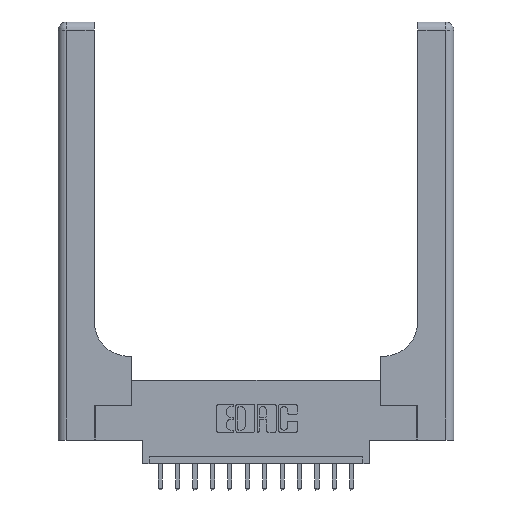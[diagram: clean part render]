
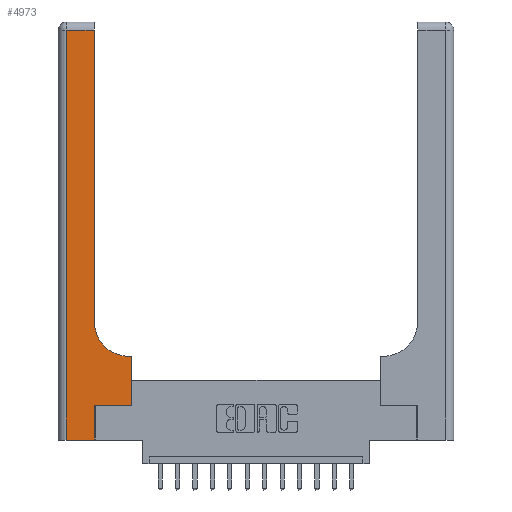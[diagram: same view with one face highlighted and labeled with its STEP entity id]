
A CAD part, top view. The second image highlights one B-rep face of the part: STEP entity #4973.
In plain terms, the highlighted planar face has unit normal (0, 0, 1).
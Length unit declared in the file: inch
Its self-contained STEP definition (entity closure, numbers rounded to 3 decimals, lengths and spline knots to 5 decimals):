
#117 = VERTEX_POINT ( 'NONE', #4840 ) ;
#189 = DIRECTION ( 'NONE',  ( 1., 0., 0. ) ) ;
#853 = EDGE_CURVE ( 'NONE', #11309, #117, #5689, .T. ) ;
#1057 = CARTESIAN_POINT ( 'NONE',  ( 0.26, 0.6, 0.37 ) ) ;
#1077 = EDGE_CURVE ( 'NONE', #9961, #2395, #11501, .T. ) ;
#1131 = DIRECTION ( 'NONE',  ( 0., 1., 0. ) ) ;
#1320 = CARTESIAN_POINT ( 'NONE',  ( 0.26, 3., 0.37 ) ) ;
#1975 = LINE ( 'NONE', #5291, #3209 ) ;
#2395 = VERTEX_POINT ( 'NONE', #2405 ) ;
#2405 = CARTESIAN_POINT ( 'NONE',  ( 0.06, 2.94, 0.37 ) ) ;
#2421 = VERTEX_POINT ( 'NONE', #5138 ) ;
#2696 = DIRECTION ( 'NONE',  ( 1., 0., 0. ) ) ;
#3054 = VECTOR ( 'NONE', #1131, 39.37008 ) ;
#3209 = VECTOR ( 'NONE', #189, 39.37008 ) ;
#3271 = ORIENTED_EDGE ( 'NONE', *, *, #11850, .T. ) ;
#3596 = VERTEX_POINT ( 'NONE', #6391 ) ;
#3724 = EDGE_CURVE ( 'NONE', #3596, #10196, #13262, .T. ) ;
#4491 = PLANE ( 'NONE',  #16625 ) ;
#4671 = VECTOR ( 'NONE', #12378, 39.37008 ) ;
#4780 = EDGE_CURVE ( 'NONE', #9413, #11309, #1975, .T. ) ;
#4840 = CARTESIAN_POINT ( 'NONE',  ( 0.265, 0.25, 0.37 ) ) ;
#4924 = DIRECTION ( 'NONE',  ( -1., 0., 0. ) ) ;
#4973 = ADVANCED_FACE ( 'NONE', ( #15441 ), #4491, .F. ) ;
#5138 = CARTESIAN_POINT ( 'NONE',  ( 0.528, 0.6, 0.37 ) ) ;
#5291 = CARTESIAN_POINT ( 'NONE',  ( 0., 0., 0.37 ) ) ;
#5537 = EDGE_CURVE ( 'NONE', #117, #16712, #12775, .T. ) ;
#5689 = LINE ( 'NONE', #8437, #4671 ) ;
#6008 = ORIENTED_EDGE ( 'NONE', *, *, #853, .T. ) ;
#6069 = CARTESIAN_POINT ( 'NONE',  ( 0.06, 0., 0.37 ) ) ;
#6201 = CARTESIAN_POINT ( 'NONE',  ( 0., 3., 0.37 ) ) ;
#6391 = CARTESIAN_POINT ( 'NONE',  ( 0.51, 0.6, 0.37 ) ) ;
#6396 = ORIENTED_EDGE ( 'NONE', *, *, #5537, .T. ) ;
#6692 = CARTESIAN_POINT ( 'NONE',  ( 0.528, 0.25, 0.37 ) ) ;
#7420 = CARTESIAN_POINT ( 'NONE',  ( 0.265, 0.25, 0.37 ) ) ;
#7957 = DIRECTION ( 'NONE',  ( 0., 0., -1. ) ) ;
#8437 = CARTESIAN_POINT ( 'NONE',  ( 0.265, 0., 0.37 ) ) ;
#8818 = LINE ( 'NONE', #1320, #11877 ) ;
#8940 = ORIENTED_EDGE ( 'NONE', *, *, #4780, .T. ) ;
#9105 = CARTESIAN_POINT ( 'NONE',  ( 0.51, 0.85, 0.37 ) ) ;
#9251 = VECTOR ( 'NONE', #13169, 39.37008 ) ;
#9413 = VERTEX_POINT ( 'NONE', #6069 ) ;
#9657 = EDGE_CURVE ( 'NONE', #10196, #9961, #8818, .T. ) ;
#9776 = CARTESIAN_POINT ( 'NONE',  ( 0.26, 2.94, 0.37 ) ) ;
#9961 = VERTEX_POINT ( 'NONE', #9776 ) ;
#10029 = DIRECTION ( 'NONE',  ( -1., 0., 0. ) ) ;
#10196 = VERTEX_POINT ( 'NONE', #10384 ) ;
#10242 = EDGE_CURVE ( 'NONE', #16712, #2421, #16489, .T. ) ;
#10384 = CARTESIAN_POINT ( 'NONE',  ( 0.26, 0.85, 0.37 ) ) ;
#10560 = VECTOR ( 'NONE', #10029, 39.37008 ) ;
#11309 = VERTEX_POINT ( 'NONE', #14279 ) ;
#11447 = DIRECTION ( 'NONE',  ( 1., 0., 0. ) ) ;
#11501 = LINE ( 'NONE', #14145, #9251 ) ;
#11541 = ORIENTED_EDGE ( 'NONE', *, *, #1077, .T. ) ;
#11850 = EDGE_CURVE ( 'NONE', #2421, #3596, #14048, .T. ) ;
#11877 = VECTOR ( 'NONE', #11898, 39.37008 ) ;
#11898 = DIRECTION ( 'NONE',  ( 0., 1., 0. ) ) ;
#12225 = EDGE_LOOP ( 'NONE', ( #16481, #11541, #15081, #8940, #6008, #6396, #14774, #3271, #13877 ) ) ;
#12378 = DIRECTION ( 'NONE',  ( 0., 1., 0. ) ) ;
#12650 = DIRECTION ( 'NONE',  ( 0., -1., 0. ) ) ;
#12775 = LINE ( 'NONE', #7420, #14838 ) ;
#13169 = DIRECTION ( 'NONE',  ( -1., 0., 0. ) ) ;
#13262 = CIRCLE ( 'NONE', #13935, 0.25 ) ;
#13829 = CARTESIAN_POINT ( 'NONE',  ( 0.06, 3., 0.37 ) ) ;
#13877 = ORIENTED_EDGE ( 'NONE', *, *, #3724, .T. ) ;
#13935 = AXIS2_PLACEMENT_3D ( 'NONE', #9105, #7957, #2696 ) ;
#14048 = LINE ( 'NONE', #1057, #10560 ) ;
#14145 = CARTESIAN_POINT ( 'NONE',  ( 0., 2.94, 0.37 ) ) ;
#14279 = CARTESIAN_POINT ( 'NONE',  ( 0.265, 0., 0.37 ) ) ;
#14732 = LINE ( 'NONE', #13829, #16339 ) ;
#14774 = ORIENTED_EDGE ( 'NONE', *, *, #10242, .T. ) ;
#14838 = VECTOR ( 'NONE', #11447, 39.37008 ) ;
#15058 = DIRECTION ( 'NONE',  ( 0., 0., -1. ) ) ;
#15081 = ORIENTED_EDGE ( 'NONE', *, *, #16111, .T. ) ;
#15441 = FACE_OUTER_BOUND ( 'NONE', #12225, .T. ) ;
#15460 = CARTESIAN_POINT ( 'NONE',  ( 0.528, 0.25, 0.37 ) ) ;
#16111 = EDGE_CURVE ( 'NONE', #2395, #9413, #14732, .T. ) ;
#16339 = VECTOR ( 'NONE', #12650, 39.37008 ) ;
#16481 = ORIENTED_EDGE ( 'NONE', *, *, #9657, .T. ) ;
#16489 = LINE ( 'NONE', #15460, #3054 ) ;
#16625 = AXIS2_PLACEMENT_3D ( 'NONE', #6201, #15058, #4924 ) ;
#16712 = VERTEX_POINT ( 'NONE', #6692 ) ;
